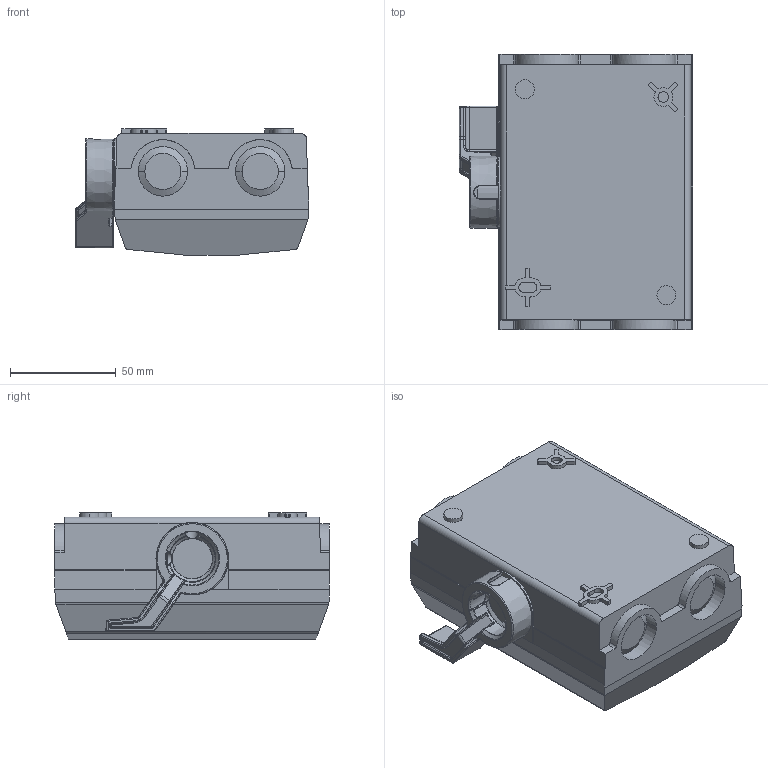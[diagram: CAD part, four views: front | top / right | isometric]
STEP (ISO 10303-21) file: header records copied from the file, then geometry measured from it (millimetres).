
FILE_DESCRIPTION((''),'2;1');
FILE_NAME('BWS_316_TPN_SIMPLE_ASM','2016-09-13T',('FIILRII'),(''),'CREO PARAMETRIC BY PTC INC, 2016050','CREO PARAMETRIC BY PTC INC, 2016050','');
FILE_SCHEMA(('CONFIG_CONTROL_DESIGN'));
Length unit declared in the file: millimetre
Products named in the file (3): 316_SIMP_3D; 3-07290B_1_2; BWS_316_TPN_SIMPLE_ASM
Assembly tree (2 placements, depth 2):
  BWS_316_TPN_SIMPLE_ASM
    316_SIMP_3D
    3-07290B_1_2
Bounding box: 110.5 x 130 x 59.57 mm (x, y, z)
Volume: 634899.6 mm3; surface area: 57418.7 mm2
Topology: 1 solids, 2 shells, 629 faces, 1783 edges, 1120 vertices
Faces by surface type: cylinder 217, bspline 125, plane 122, torus 94, cone 40, sphere 31
Entity records: 29526 total; most frequent: CARTESIAN_POINT 10117, ORIENTED_EDGE 3466, DIRECTION 3095, EDGE_CURVE 1737, AXIS2_PLACEMENT_3D 1294, PRESENTATION_STYLE_ASSIGNMENT 1271, STYLED_ITEM 1271, CURVE_STYLE 1270
